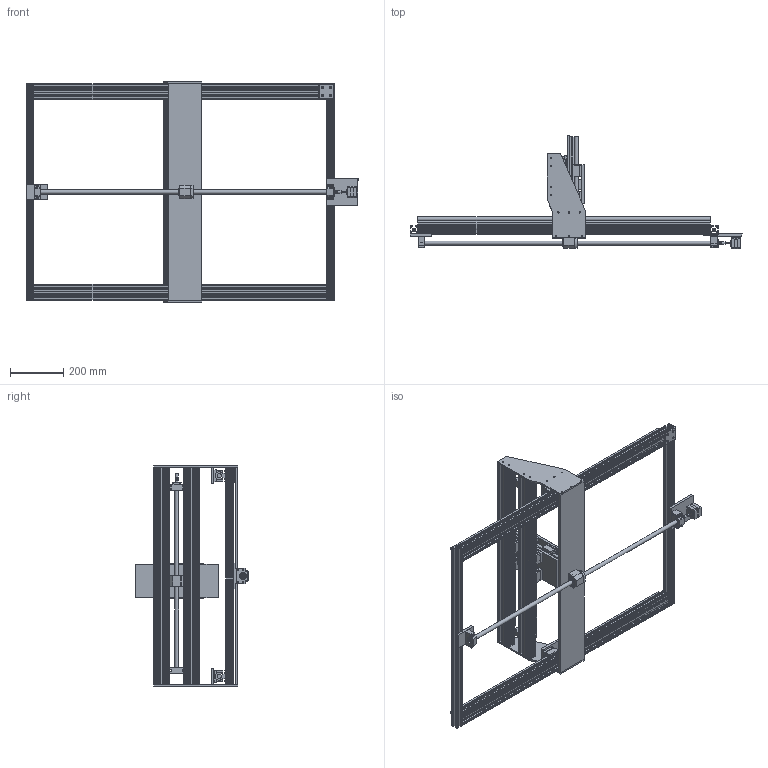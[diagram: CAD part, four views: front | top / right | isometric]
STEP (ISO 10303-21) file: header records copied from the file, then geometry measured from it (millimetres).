
FILE_DESCRIPTION(/* description */ (''),/* implementation_level */ '2;1');
FILE_NAME(/* name */ 'Table CNC3 v10 plaque 2.step',/* time_stamp */ '2019-02-14T17:49:56+01:00',/* author */ ('jl.gautier'),/* organization */ (''),/* preprocessor_version */ 'ST-DEVELOPER v17.2',/* originating_system */ 'Autodesk Translation Framework v7.6.0.251',/* authorisation */ '');
FILE_SCHEMA (('AUTOMOTIVE_DESIGN { 1 0 10303 214 3 1 1 }'));
Products named in the file (55): Table CNC3; TAP83060 1100mm; TAP83030 815 mm; SBR16 1100mm; SBR16 1100mm_1; 01; 02; Plaque 1; Component2; Component4; Component2(Mirror); SBR16 700mm; TAP83060 819mm; SBR16 700mm_1; 01_1; 02_1; Component6; BK12; michaud_chailly_L0618012Z; Vis 1605 1150mm; Vis; HD16; VB16; Component1; Component7; BF12; C3; Nema 17; Component1_1; Component8; HD16_1; BF12_1; C3_1; C3_PART1; C3_PART2; C3_PART3; C3_PART4; C3_PART5; Vis 1605 750mm; Vis_1 ...
Assembly tree (109 placements, depth 4):
  Table CNC3
    TAP83060 1100mm  x2
    TAP83030 815 mm  x2
    SBR16 1100mm
      01
      02  x2
    SBR16 1100mm_1
      01
      02  x2
    Plaque 1
    Component2
    Component4
    TAP83060 819mm  x2
    Component2(Mirror)
    SBR16 700mm
      01_1
      02_1  x2
    SBR16 700mm_1
      01_1
      02_1  x2
    Component6
    BK12
      michaud_chailly_L0618012Z
        _michaud_chailly_L0618012Z_PART1
        _michaud_chailly_L0618012Z_PART2
        _michaud_chailly_L0618012Z_PART3
        _michaud_chailly_L0618012Z_PART4
        _michaud_chailly_L0618012Z_PART5  x8
    Vis 1605 1150mm
      Vis
    HD16
      Component1_2
    VB16
      Component1
    Component7
    BF12
      C3
        C3_PART1
        C3_PART2
        C3_PART3
        C3_PART4
        C3_PART5  x8
    Nema 17
      Component1_1
    Component8
    HD16_1
      Component1_2
    BF12_1
      C3_1
        C3_PART1
        C3_PART2
        C3_PART3
        C3_PART4
        C3_PART5  x8
    Vis 1605 750mm
      Vis_1
    BK12_1
      michaud_chailly_L0618012Z_1
        _michaud_chailly_L0618012Z_PART1
        _michaud_chailly_L0618012Z_PART2
Bounding box: 1250 x 427.33 x 831.03 mm (x, y, z)
Volume: 8612253.1 mm3; surface area: 4453271.9 mm2
Topology: 114 solids, 114 shells, 3149 faces, 8533 edges, 5598 vertices
Faces by surface type: plane 1802, cylinder 1190, sphere 68, cone 44, torus 41, bspline 4
Full cylindrical faces by diameter (mm): 3 x12, 4 x16, 4.234 x7, 5 x52, 5.036 x8, 5.5 x24, 6 x12, 7 x4, 9.6 x2, 9.836 x12, 10 x112, 11 x4, 11.834 x12, 12 x2, 14.88 x8, 14.896 x8, 15.85 x2, 16 x7, 18.12 x4, 18.66 x4, 20.656 x4, 21 x4, 21.84 x4, 22 x1, 26 x5, 28 x4
Entity records: 62140 total; most frequent: CARTESIAN_POINT 15884, DIRECTION 9592, ORIENTED_EDGE 9166, EDGE_CURVE 4583, AXIS2_PLACEMENT_3D 3380, VERTEX_POINT 3030, LINE 2832, VECTOR 2832
